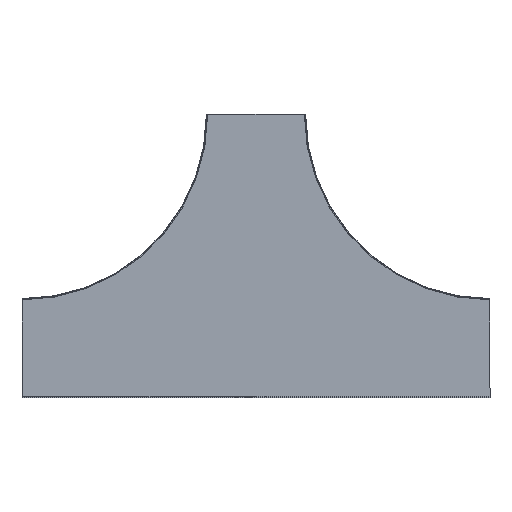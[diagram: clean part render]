
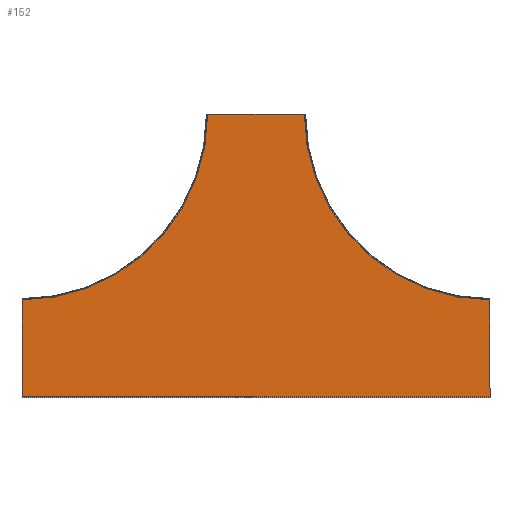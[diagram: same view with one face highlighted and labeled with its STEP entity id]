
A CAD part, front view. The second image highlights one B-rep face of the part: STEP entity #152.
In plain terms, the highlighted planar face has unit normal (0, -1, 0).
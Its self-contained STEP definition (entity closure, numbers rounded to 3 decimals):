
#8 = CARTESIAN_POINT ( 'NONE',  ( -375., -1., -297.5 ) ) ;
#18 = FACE_OUTER_BOUND ( 'NONE', #449, .T. ) ;
#92 = EDGE_CURVE ( 'NONE', #301, #986, #237, .T. ) ;
#100 = VECTOR ( 'NONE', #878, 1000. ) ;
#141 = EDGE_CURVE ( 'NONE', #1140, #381, #1159, .T. ) ;
#149 = CARTESIAN_POINT ( 'NONE',  ( -375., -1., -297.5 ) ) ;
#152 = ADVANCED_FACE ( 'NONE', ( #18 ), #275, .T. ) ;
#153 = CARTESIAN_POINT ( 'NONE',  ( -77.5, -1., 0. ) ) ;
#171 = EDGE_CURVE ( 'NONE', #1020, #301, #1100, .T. ) ;
#177 = DIRECTION ( 'NONE',  ( 0., -1., 0. ) ) ;
#183 = ORIENTED_EDGE ( 'NONE', *, *, #171, .F. ) ;
#237 = CIRCLE ( 'NONE', #1169, 297.5 ) ;
#241 = ORIENTED_EDGE ( 'NONE', *, *, #686, .F. ) ;
#248 = LINE ( 'NONE', #1101, #501 ) ;
#259 = DIRECTION ( 'NONE',  ( 0., 0., 1. ) ) ;
#275 = PLANE ( 'NONE',  #1149 ) ;
#279 = ORIENTED_EDGE ( 'NONE', *, *, #818, .T. ) ;
#291 = DIRECTION ( 'NONE',  ( 0., 0., 1. ) ) ;
#293 = CARTESIAN_POINT ( 'NONE',  ( 375., -1., -297.5 ) ) ;
#294 = VECTOR ( 'NONE', #259, 1000. ) ;
#297 = ORIENTED_EDGE ( 'NONE', *, *, #92, .F. ) ;
#301 = VERTEX_POINT ( 'NONE', #149 ) ;
#317 = DIRECTION ( 'NONE',  ( 0., 0., 1. ) ) ;
#343 = ORIENTED_EDGE ( 'NONE', *, *, #1108, .T. ) ;
#356 = AXIS2_PLACEMENT_3D ( 'NONE', #574, #804, #776 ) ;
#381 = VERTEX_POINT ( 'NONE', #543 ) ;
#398 = CARTESIAN_POINT ( 'NONE',  ( -375., -1., -452.5 ) ) ;
#449 = EDGE_LOOP ( 'NONE', ( #241, #1004, #343, #279, #297, #183 ) ) ;
#491 = VERTEX_POINT ( 'NONE', #588 ) ;
#501 = VECTOR ( 'NONE', #974, 1000. ) ;
#543 = CARTESIAN_POINT ( 'NONE',  ( 375., -1., -297.5 ) ) ;
#553 = CIRCLE ( 'NONE', #356, 297.5 ) ;
#574 = CARTESIAN_POINT ( 'NONE',  ( 375., -1., 0. ) ) ;
#588 = CARTESIAN_POINT ( 'NONE',  ( 77.5, -1., 0. ) ) ;
#686 = EDGE_CURVE ( 'NONE', #1140, #1020, #248, .T. ) ;
#776 = DIRECTION ( 'NONE',  ( 0., 0., 1. ) ) ;
#802 = CARTESIAN_POINT ( 'NONE',  ( 375., -1., -452.5 ) ) ;
#804 = DIRECTION ( 'NONE',  ( 0., 1., 0. ) ) ;
#818 = EDGE_CURVE ( 'NONE', #491, #986, #834, .T. ) ;
#834 = LINE ( 'NONE', #153, #100 ) ;
#878 = DIRECTION ( 'NONE',  ( -1., 0., 0. ) ) ;
#955 = CARTESIAN_POINT ( 'NONE',  ( -375., -1., -297.5 ) ) ;
#971 = DIRECTION ( 'NONE',  ( 0., 0., -1. ) ) ;
#972 = DIRECTION ( 'NONE',  ( 0., -1., 0. ) ) ;
#974 = DIRECTION ( 'NONE',  ( -1., 0., 0. ) ) ;
#986 = VERTEX_POINT ( 'NONE', #1036 ) ;
#1004 = ORIENTED_EDGE ( 'NONE', *, *, #141, .T. ) ;
#1020 = VERTEX_POINT ( 'NONE', #398 ) ;
#1036 = CARTESIAN_POINT ( 'NONE',  ( -77.5, -1., 0. ) ) ;
#1100 = LINE ( 'NONE', #955, #1155 ) ;
#1101 = CARTESIAN_POINT ( 'NONE',  ( 0., -1., -452.5 ) ) ;
#1108 = EDGE_CURVE ( 'NONE', #381, #491, #553, .T. ) ;
#1140 = VERTEX_POINT ( 'NONE', #802 ) ;
#1149 = AXIS2_PLACEMENT_3D ( 'NONE', #8, #972, #971 ) ;
#1155 = VECTOR ( 'NONE', #291, 1000. ) ;
#1159 = LINE ( 'NONE', #293, #294 ) ;
#1166 = CARTESIAN_POINT ( 'NONE',  ( -375., -1., 0. ) ) ;
#1169 = AXIS2_PLACEMENT_3D ( 'NONE', #1166, #177, #317 ) ;
